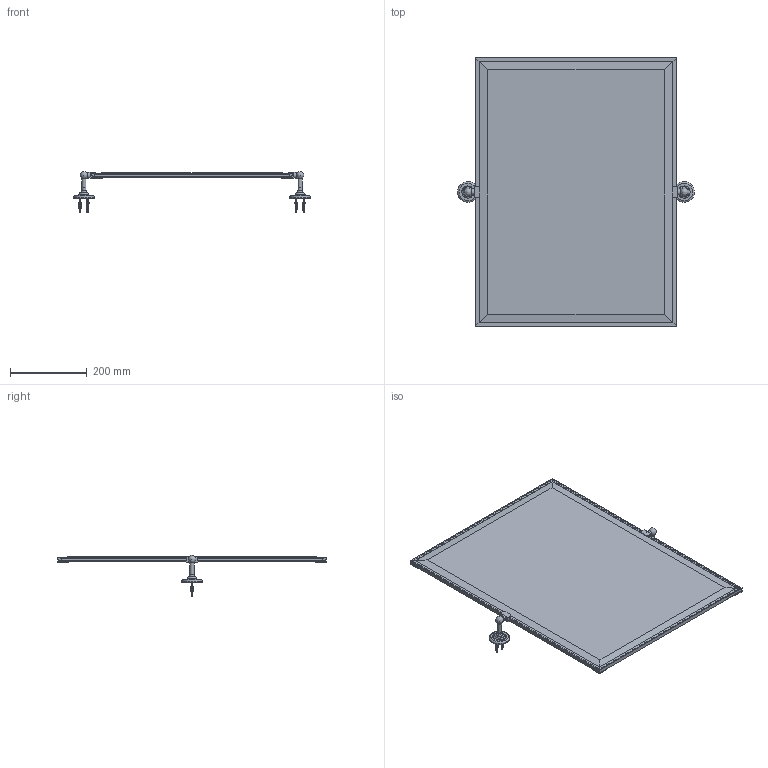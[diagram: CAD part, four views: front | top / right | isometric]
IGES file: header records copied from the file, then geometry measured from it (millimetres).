
Global section: file name: N4343-C; native system: Autodesk Inventor 2014; preprocessor: unknown; author: aprice; date: 20140708.073931; units: millimetre
Bounding box: 618 x 700 x 107.47 mm (x, y, z)
Volume: 2791733 mm3; surface area: 1667695.1 mm2
Topology: 57 solids, 57 shells, 2276 faces, 6534 edges, 4356 vertices
Faces by surface type: bspline 2276
